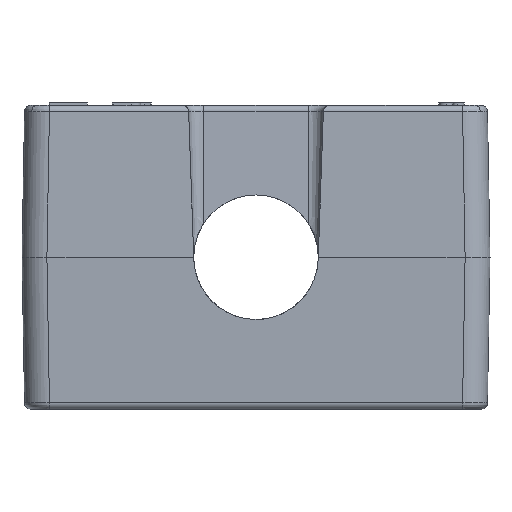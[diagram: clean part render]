
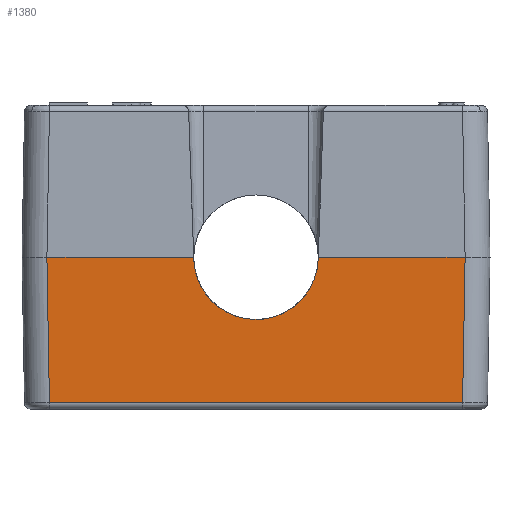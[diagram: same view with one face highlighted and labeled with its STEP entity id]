
A CAD part, front view. The second image highlights one B-rep face of the part: STEP entity #1380.
In plain terms, the highlighted planar face has unit normal (0, -1, -0.018).
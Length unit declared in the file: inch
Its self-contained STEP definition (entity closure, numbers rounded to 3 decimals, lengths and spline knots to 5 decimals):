
#55 = EDGE_CURVE ( 'NONE', #7540, #14766, #10247, .T. ) ;
#374 = CARTESIAN_POINT ( 'NONE',  ( -0.05607, -0.36828, -0.09843 ) ) ;
#440 = VERTEX_POINT ( 'NONE', #13113 ) ;
#615 = VERTEX_POINT ( 'NONE', #5477 ) ;
#658 = EDGE_CURVE ( 'NONE', #7540, #13196, #11002, .T. ) ;
#1132 = EDGE_CURVE ( 'NONE', #13081, #10548, #15890, .T. ) ;
#1231 = DIRECTION ( 'NONE',  ( 0., -1., -0.017 ) ) ;
#1345 = ORIENTED_EDGE ( 'NONE', *, *, #1132, .T. ) ;
#1380 = ADVANCED_FACE ( 'NONE', ( #14560 ), #7886, .T. ) ;
#1601 = CARTESIAN_POINT ( 'NONE',  ( 0., -0.36828, -0.09843 ) ) ;
#1721 = CARTESIAN_POINT ( 'NONE',  ( 0.33064, -0.37, 0. ) ) ;
#1761 = DIRECTION ( 'NONE',  ( 0.017, -0.017, 1. ) ) ;
#1777 = ORIENTED_EDGE ( 'NONE', *, *, #13615, .T. ) ;
#2002 =( BOUNDED_CURVE ( )  B_SPLINE_CURVE ( 3, ( #2237, #2320, #14426, #2402 ),
 .UNSPECIFIED., .F., .F. ) 
 B_SPLINE_CURVE_WITH_KNOTS ( ( 4, 4 ),
 ( 4.7473, 6.28319 ),
 .UNSPECIFIED. ) 
 CURVE ( )  GEOMETRIC_REPRESENTATION_ITEM ( )  RATIONAL_B_SPLINE_CURVE ( ( 1., 0.813, 0.813, 1. ) ) 
 REPRESENTATION_ITEM ( '' )  );
#2237 = CARTESIAN_POINT ( 'NONE',  ( 0.09837, -0.36994, -0.00343 ) ) ;
#2320 = CARTESIAN_POINT ( 'NONE',  ( 0.09641, -0.36896, -0.05947 ) ) ;
#2402 = CARTESIAN_POINT ( 'NONE',  ( 0., -0.36828, -0.09843 ) ) ;
#2659 = EDGE_CURVE ( 'NONE', #615, #7733, #5660, .T. ) ;
#3167 = CARTESIAN_POINT ( 'NONE',  ( 0., -0.36828, -0.09843 ) ) ;
#3323 = DIRECTION ( 'NONE',  ( 1., 0., 0. ) ) ;
#4275 = ORIENTED_EDGE ( 'NONE', *, *, #9016, .T. ) ;
#4965 = DIRECTION ( 'NONE',  ( -0.035, -0.017, 0.999 ) ) ;
#5306 = VECTOR ( 'NONE', #4965, 39.37008 ) ;
#5477 = CARTESIAN_POINT ( 'NONE',  ( -0.33064, -0.37, 0. ) ) ;
#5660 = LINE ( 'NONE', #16452, #7431 ) ;
#5704 = CARTESIAN_POINT ( 'NONE',  ( -0.09641, -0.36896, -0.05947 ) ) ;
#5788 = CARTESIAN_POINT ( 'NONE',  ( -0.09837, -0.36994, -0.00343 ) ) ;
#5935 = LINE ( 'NONE', #16640, #14247 ) ;
#7098 = CARTESIAN_POINT ( 'NONE',  ( 0.33054, -0.3699, -0.00577 ) ) ;
#7303 = VECTOR ( 'NONE', #1761, 39.37008 ) ;
#7404 = VERTEX_POINT ( 'NONE', #16837 ) ;
#7431 = VECTOR ( 'NONE', #9704, 39.37008 ) ;
#7540 = VERTEX_POINT ( 'NONE', #13225 ) ;
#7597 = LINE ( 'NONE', #12954, #5306 ) ;
#7733 = VERTEX_POINT ( 'NONE', #8480 ) ;
#7886 = PLANE ( 'NONE',  #13288 ) ;
#8480 = CARTESIAN_POINT ( 'NONE',  ( -0.09849, -0.37, 0. ) ) ;
#8489 = ORIENTED_EDGE ( 'NONE', *, *, #14127, .T. ) ;
#8782 = CARTESIAN_POINT ( 'NONE',  ( 0.09837, -0.36994, -0.00343 ) ) ;
#9016 = EDGE_CURVE ( 'NONE', #615, #7404, #14427, .T. ) ;
#9704 = DIRECTION ( 'NONE',  ( 1., 0., 0. ) ) ;
#10247 = LINE ( 'NONE', #14026, #14333 ) ;
#10548 = VERTEX_POINT ( 'NONE', #12125 ) ;
#11002 = LINE ( 'NONE', #16179, #16661 ) ;
#11204 = DIRECTION ( 'NONE',  ( 1., 0., 0. ) ) ;
#12059 = EDGE_CURVE ( 'NONE', #10548, #7733, #7597, .T. ) ;
#12125 = CARTESIAN_POINT ( 'NONE',  ( -0.09837, -0.36994, -0.00343 ) ) ;
#12954 = CARTESIAN_POINT ( 'NONE',  ( -0.09837, -0.36994, -0.00343 ) ) ;
#13016 = DIRECTION ( 'NONE',  ( 0.017, 0.017, -1. ) ) ;
#13062 = ORIENTED_EDGE ( 'NONE', *, *, #2659, .F. ) ;
#13081 = VERTEX_POINT ( 'NONE', #1601 ) ;
#13113 = CARTESIAN_POINT ( 'NONE',  ( 0.32662, -0.36598, -0.23033 ) ) ;
#13196 = VERTEX_POINT ( 'NONE', #8782 ) ;
#13225 = CARTESIAN_POINT ( 'NONE',  ( 0.09849, -0.37, 0. ) ) ;
#13236 = CARTESIAN_POINT ( 'NONE',  ( 0., -0.37, 0. ) ) ;
#13288 = AXIS2_PLACEMENT_3D ( 'NONE', #13236, #1231, #15964 ) ;
#13476 = ORIENTED_EDGE ( 'NONE', *, *, #16085, .T. ) ;
#13615 = EDGE_CURVE ( 'NONE', #7404, #440, #5935, .T. ) ;
#13776 = LINE ( 'NONE', #7098, #7303 ) ;
#14026 = CARTESIAN_POINT ( 'NONE',  ( 0., -0.37, 0. ) ) ;
#14127 = EDGE_CURVE ( 'NONE', #13196, #13081, #2002, .T. ) ;
#14223 = ORIENTED_EDGE ( 'NONE', *, *, #658, .T. ) ;
#14247 = VECTOR ( 'NONE', #11204, 39.37008 ) ;
#14333 = VECTOR ( 'NONE', #3323, 39.37008 ) ;
#14339 = CARTESIAN_POINT ( 'NONE',  ( -0.32646, -0.36582, -0.23931 ) ) ;
#14426 = CARTESIAN_POINT ( 'NONE',  ( 0.05607, -0.36828, -0.09843 ) ) ;
#14427 = LINE ( 'NONE', #14339, #16512 ) ;
#14560 = FACE_OUTER_BOUND ( 'NONE', #16602, .T. ) ;
#14766 = VERTEX_POINT ( 'NONE', #1721 ) ;
#15890 =( BOUNDED_CURVE ( )  B_SPLINE_CURVE ( 3, ( #3167, #374, #5704, #5788 ),
 .UNSPECIFIED., .F., .F. ) 
 B_SPLINE_CURVE_WITH_KNOTS ( ( 4, 4 ),
 ( 3.14159, 4.67748 ),
 .UNSPECIFIED. ) 
 CURVE ( )  GEOMETRIC_REPRESENTATION_ITEM ( )  RATIONAL_B_SPLINE_CURVE ( ( 1., 0.813, 0.813, 1. ) ) 
 REPRESENTATION_ITEM ( '' )  );
#15964 = DIRECTION ( 'NONE',  ( 0., 0.017, -1. ) ) ;
#16085 = EDGE_CURVE ( 'NONE', #440, #14766, #13776, .T. ) ;
#16179 = CARTESIAN_POINT ( 'NONE',  ( 0.09837, -0.36994, -0.00343 ) ) ;
#16256 = ORIENTED_EDGE ( 'NONE', *, *, #55, .F. ) ;
#16347 = DIRECTION ( 'NONE',  ( -0.035, 0.017, -0.999 ) ) ;
#16452 = CARTESIAN_POINT ( 'NONE',  ( 0., -0.37, 0. ) ) ;
#16512 = VECTOR ( 'NONE', #13016, 39.37008 ) ;
#16602 = EDGE_LOOP ( 'NONE', ( #4275, #1777, #13476, #16256, #14223, #8489, #1345, #16857, #13062 ) ) ;
#16640 = CARTESIAN_POINT ( 'NONE',  ( 0., -0.36598, -0.23033 ) ) ;
#16661 = VECTOR ( 'NONE', #16347, 39.37008 ) ;
#16837 = CARTESIAN_POINT ( 'NONE',  ( -0.32662, -0.36598, -0.23033 ) ) ;
#16857 = ORIENTED_EDGE ( 'NONE', *, *, #12059, .T. ) ;
